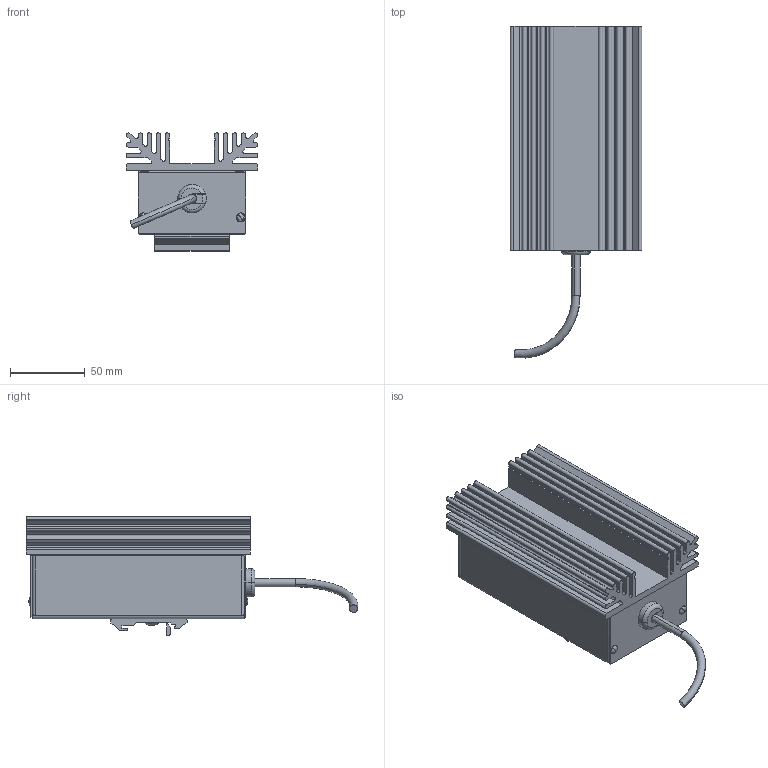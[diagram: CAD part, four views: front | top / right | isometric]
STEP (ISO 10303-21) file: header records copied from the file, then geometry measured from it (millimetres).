
FILE_DESCRIPTION (( 'STEP AP203' ), '1' );
FILE_NAME ('Maxi_AL_m.Schnappbef.STEP', '2010-07-01T08:20:51', ( 'Achter Elektronik' ), ( 'Achter Elektronik' ), 'SwSTEP 2.0', 'SolidWorks 2010', '' );
FILE_SCHEMA (( 'CONFIG_CONTROL_DESIGN' ));
Length unit declared in the file: millimetre
Products named in the file (9): Maxi_AL_m.Schnappbef; INT40.0016_RWmaxi_Default; INT40.0013_KKmaxi_Default; INT40.0018_VTmaxi-AL_Default; Heyco-1217-1218_1217; Schnappbefestigung_Kunststoff_Default; Niete4,6x13_Default; Niete3,2x6_Default; Kabelstück_Default
Assembly tree (12 placements, depth 2):
  Maxi_AL_m.Schnappbef
    Niete3,2x6_Default  x4
    Heyco-1217-1218_1217
    Niete4,6x13_Default  x2
    Schnappbefestigung_Kunststoff_Default
    Kabelstück_Default
    INT40.0013_KKmaxi_Default
    INT40.0016_RWmaxi_Default
    INT40.0018_VTmaxi-AL_Default
Bounding box: 88 x 221.87 x 79 mm (x, y, z)
Volume: 219009.5 mm3; surface area: 174305.5 mm2
Topology: 12 solids, 12 shells, 416 faces, 1086 edges, 673 vertices
Faces by surface type: plane 192, cylinder 168, torus 41, bspline 10, cone 5
Entity records: 13957 total; most frequent: CARTESIAN_POINT 3416, DIRECTION 2024, ORIENTED_EDGE 1964, EDGE_CURVE 982, AXIS2_PLACEMENT_3D 705, VERTEX_POINT 625, VECTOR 614, LINE 614
